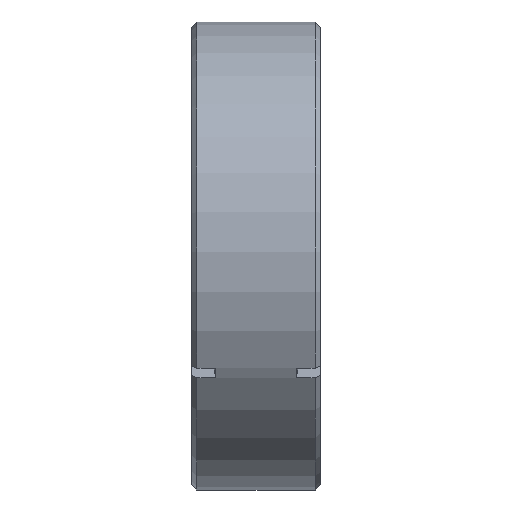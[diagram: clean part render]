
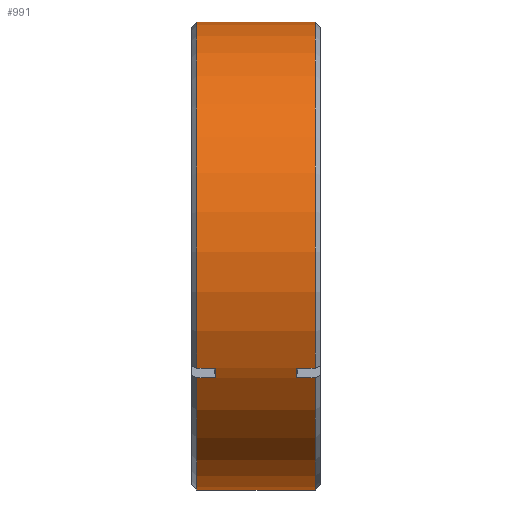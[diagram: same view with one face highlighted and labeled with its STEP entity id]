
A CAD part, front view. The second image highlights one B-rep face of the part: STEP entity #991.
In plain terms, the highlighted cylindrical face has radius 34.671 mm (diameter 69.342 mm), a partial arc.
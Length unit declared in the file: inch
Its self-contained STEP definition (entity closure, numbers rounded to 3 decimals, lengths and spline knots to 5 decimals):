
#5 = CIRCLE ( 'NONE', #875, 1.365 ) ;
#27 = VECTOR ( 'NONE', #1647, 39.37008 ) ;
#31 = DIRECTION ( 'NONE',  ( -1., 0., 0. ) ) ;
#36 = VERTEX_POINT ( 'NONE', #566 ) ;
#94 = EDGE_LOOP ( 'NONE', ( #1479, #2475, #190, #886, #2384, #937, #1102, #275, #2248, #191, #1370, #981 ) ) ;
#103 = CARTESIAN_POINT ( 'NONE',  ( 0.61, -1.17706, -0.69151 ) ) ;
#107 = VERTEX_POINT ( 'NONE', #1172 ) ;
#124 = EDGE_CURVE ( 'NONE', #1141, #1719, #592, .T. ) ;
#137 = AXIS2_PLACEMENT_3D ( 'NONE', #549, #2201, #1371 ) ;
#190 = ORIENTED_EDGE ( 'NONE', *, *, #2048, .T. ) ;
#191 = ORIENTED_EDGE ( 'NONE', *, *, #2146, .F. ) ;
#212 = CARTESIAN_POINT ( 'NONE',  ( 0., 0., 1.365 ) ) ;
#275 = ORIENTED_EDGE ( 'NONE', *, *, #2133, .T. ) ;
#305 = CARTESIAN_POINT ( 'NONE',  ( 0.61, -1.18739, -0.67361 ) ) ;
#331 = DIRECTION ( 'NONE',  ( -1., 0., 0. ) ) ;
#361 = VERTEX_POINT ( 'NONE', #857 ) ;
#366 = DIRECTION ( 'NONE',  ( -1., 0., 0. ) ) ;
#383 = CARTESIAN_POINT ( 'NONE',  ( 0.03, -1.16632, -0.70917 ) ) ;
#502 = CARTESIAN_POINT ( 'NONE',  ( 0.72, 0., -1.365 ) ) ;
#523 = VECTOR ( 'NONE', #557, 39.37008 ) ;
#536 = CARTESIAN_POINT ( 'NONE',  ( 0.61001, -1.19732, -0.65548 ) ) ;
#549 = CARTESIAN_POINT ( 'NONE',  ( 0.03, 0., 0. ) ) ;
#557 = DIRECTION ( 'NONE',  ( -1., 0., 0. ) ) ;
#566 = CARTESIAN_POINT ( 'NONE',  ( 0.03, 0., -1.365 ) ) ;
#572 = B_SPLINE_CURVE_WITH_KNOTS ( 'NONE', 3,
 ( #576, #1119, #936, #1340 ),
 .UNSPECIFIED., .F., .F.,
 ( 4, 4 ),
 ( 0., 0.00157 ),
 .UNSPECIFIED. ) ;
#576 = CARTESIAN_POINT ( 'NONE',  ( 0.13999, -1.16632, -0.70917 ) ) ;
#592 = LINE ( 'NONE', #2047, #27 ) ;
#606 = EDGE_CURVE ( 'NONE', #1530, #1555, #1393, .T. ) ;
#642 = DIRECTION ( 'NONE',  ( 0., 0., 1. ) ) ;
#777 = CARTESIAN_POINT ( 'NONE',  ( 0.03, 0., 0. ) ) ;
#796 = DIRECTION ( 'NONE',  ( 0., 0., 1. ) ) ;
#853 = VECTOR ( 'NONE', #1645, 39.37008 ) ;
#857 = CARTESIAN_POINT ( 'NONE',  ( 0.72, 0., 1.365 ) ) ;
#875 = AXIS2_PLACEMENT_3D ( 'NONE', #777, #2216, #1604 ) ;
#886 = ORIENTED_EDGE ( 'NONE', *, *, #1728, .T. ) ;
#916 = VECTOR ( 'NONE', #31, 39.37008 ) ;
#936 = CARTESIAN_POINT ( 'NONE',  ( 0.14, -1.18739, -0.67361 ) ) ;
#937 = ORIENTED_EDGE ( 'NONE', *, *, #1787, .T. ) ;
#951 = AXIS2_PLACEMENT_3D ( 'NONE', #2505, #1059, #642 ) ;
#981 = ORIENTED_EDGE ( 'NONE', *, *, #2200, .T. ) ;
#991 = ADVANCED_FACE ( 'NONE', ( #1744 ), #1935, .T. ) ;
#1001 = CARTESIAN_POINT ( 'NONE',  ( 0.13999, -1.19732, -0.65548 ) ) ;
#1020 = DIRECTION ( 'NONE',  ( -1., 0., 0. ) ) ;
#1029 = AXIS2_PLACEMENT_3D ( 'NONE', #2095, #2657, #796 ) ;
#1059 = DIRECTION ( 'NONE',  ( -1., 0., 0. ) ) ;
#1063 = LINE ( 'NONE', #1899, #916 ) ;
#1080 = EDGE_CURVE ( 'NONE', #1369, #36, #2472, .T. ) ;
#1102 = ORIENTED_EDGE ( 'NONE', *, *, #1885, .T. ) ;
#1119 = CARTESIAN_POINT ( 'NONE',  ( 0.14, -1.17706, -0.69151 ) ) ;
#1141 = VERTEX_POINT ( 'NONE', #1414 ) ;
#1172 = CARTESIAN_POINT ( 'NONE',  ( 0.72, -1.16632, -0.70917 ) ) ;
#1206 = LINE ( 'NONE', #2487, #2274 ) ;
#1246 = CARTESIAN_POINT ( 'NONE',  ( 0.61001, -1.16632, -0.70917 ) ) ;
#1259 = CARTESIAN_POINT ( 'NONE',  ( 0.03, -1.19732, -0.65548 ) ) ;
#1340 = CARTESIAN_POINT ( 'NONE',  ( 0.13999, -1.19732, -0.65548 ) ) ;
#1355 = EDGE_CURVE ( 'NONE', #1369, #107, #2382, .T. ) ;
#1369 = VERTEX_POINT ( 'NONE', #502 ) ;
#1370 = ORIENTED_EDGE ( 'NONE', *, *, #606, .T. ) ;
#1371 = DIRECTION ( 'NONE',  ( 0., 0., -1. ) ) ;
#1393 = LINE ( 'NONE', #2626, #2491 ) ;
#1394 = CARTESIAN_POINT ( 'NONE',  ( 0.61001, -1.16632, -0.70917 ) ) ;
#1414 = CARTESIAN_POINT ( 'NONE',  ( 0.72, -1.19732, -0.65548 ) ) ;
#1479 = ORIENTED_EDGE ( 'NONE', *, *, #1080, .F. ) ;
#1519 = CIRCLE ( 'NONE', #137, 1.365 ) ;
#1530 = VERTEX_POINT ( 'NONE', #2049 ) ;
#1533 = VERTEX_POINT ( 'NONE', #2021 ) ;
#1555 = VERTEX_POINT ( 'NONE', #383 ) ;
#1604 = DIRECTION ( 'NONE',  ( 0., 0., -1. ) ) ;
#1639 = VERTEX_POINT ( 'NONE', #1001 ) ;
#1645 = DIRECTION ( 'NONE',  ( -1., 0., 0. ) ) ;
#1647 = DIRECTION ( 'NONE',  ( -1., 0., 0. ) ) ;
#1719 = VERTEX_POINT ( 'NONE', #1814 ) ;
#1728 = EDGE_CURVE ( 'NONE', #1790, #1719, #2613, .T. ) ;
#1744 = FACE_OUTER_BOUND ( 'NONE', #94, .T. ) ;
#1763 = CIRCLE ( 'NONE', #1029, 1.365 ) ;
#1774 = DIRECTION ( 'NONE',  ( 0., 0., 1. ) ) ;
#1787 = EDGE_CURVE ( 'NONE', #1141, #361, #1763, .T. ) ;
#1790 = VERTEX_POINT ( 'NONE', #1246 ) ;
#1814 = CARTESIAN_POINT ( 'NONE',  ( 0.61001, -1.19732, -0.65548 ) ) ;
#1849 = CARTESIAN_POINT ( 'NONE',  ( 0., 0., -1.365 ) ) ;
#1885 = EDGE_CURVE ( 'NONE', #361, #1533, #2086, .T. ) ;
#1899 = CARTESIAN_POINT ( 'NONE',  ( 0., -1.16632, -0.70917 ) ) ;
#1935 = CYLINDRICAL_SURFACE ( 'NONE', #2302, 1.365 ) ;
#2021 = CARTESIAN_POINT ( 'NONE',  ( 0.03, 0., 1.365 ) ) ;
#2047 = CARTESIAN_POINT ( 'NONE',  ( 0., -1.19732, -0.65548 ) ) ;
#2048 = EDGE_CURVE ( 'NONE', #107, #1790, #1063, .T. ) ;
#2049 = CARTESIAN_POINT ( 'NONE',  ( 0.13999, -1.16632, -0.70917 ) ) ;
#2086 = LINE ( 'NONE', #212, #853 ) ;
#2095 = CARTESIAN_POINT ( 'NONE',  ( 0.72, 0., 0. ) ) ;
#2133 = EDGE_CURVE ( 'NONE', #1533, #2399, #5, .T. ) ;
#2146 = EDGE_CURVE ( 'NONE', #1530, #1639, #572, .T. ) ;
#2198 = CARTESIAN_POINT ( 'NONE',  ( 0., 0., 0. ) ) ;
#2200 = EDGE_CURVE ( 'NONE', #1555, #36, #1519, .T. ) ;
#2201 = DIRECTION ( 'NONE',  ( 1., 0., 0. ) ) ;
#2216 = DIRECTION ( 'NONE',  ( 1., 0., 0. ) ) ;
#2223 = EDGE_CURVE ( 'NONE', #1639, #2399, #1206, .T. ) ;
#2248 = ORIENTED_EDGE ( 'NONE', *, *, #2223, .F. ) ;
#2274 = VECTOR ( 'NONE', #1020, 39.37008 ) ;
#2302 = AXIS2_PLACEMENT_3D ( 'NONE', #2198, #331, #1774 ) ;
#2382 = CIRCLE ( 'NONE', #951, 1.365 ) ;
#2384 = ORIENTED_EDGE ( 'NONE', *, *, #124, .F. ) ;
#2399 = VERTEX_POINT ( 'NONE', #1259 ) ;
#2472 = LINE ( 'NONE', #1849, #523 ) ;
#2475 = ORIENTED_EDGE ( 'NONE', *, *, #1355, .T. ) ;
#2487 = CARTESIAN_POINT ( 'NONE',  ( 0., -1.19732, -0.65548 ) ) ;
#2491 = VECTOR ( 'NONE', #366, 39.37008 ) ;
#2505 = CARTESIAN_POINT ( 'NONE',  ( 0.72, 0., 0. ) ) ;
#2613 = B_SPLINE_CURVE_WITH_KNOTS ( 'NONE', 3,
 ( #1394, #103, #305, #536 ),
 .UNSPECIFIED., .F., .F.,
 ( 4, 4 ),
 ( 0., 0.00157 ),
 .UNSPECIFIED. ) ;
#2626 = CARTESIAN_POINT ( 'NONE',  ( 0., -1.16632, -0.70917 ) ) ;
#2657 = DIRECTION ( 'NONE',  ( -1., 0., 0. ) ) ;
